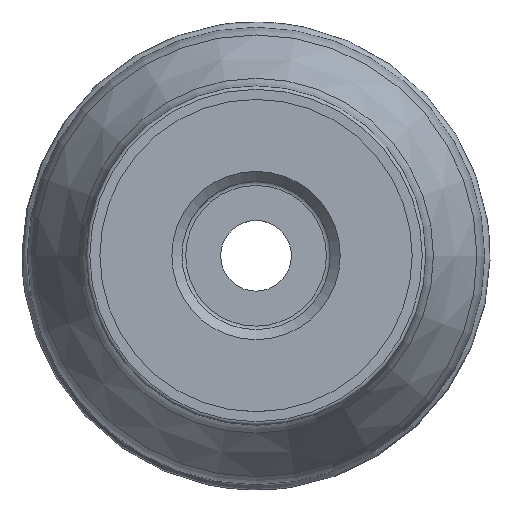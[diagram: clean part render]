
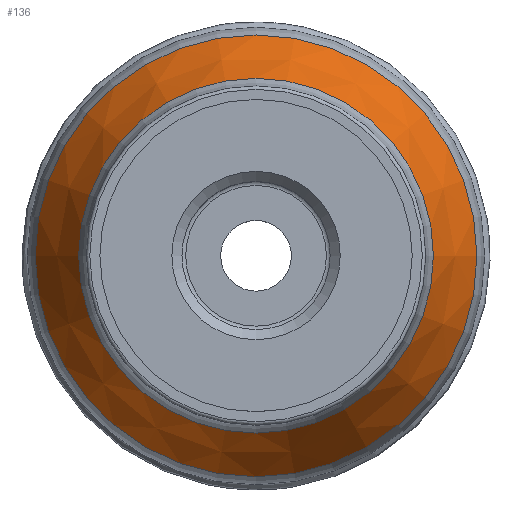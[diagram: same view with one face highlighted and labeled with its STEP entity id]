
A CAD part, top view. The second image highlights one B-rep face of the part: STEP entity #136.
In plain terms, the highlighted conical face has half-angle 27.853 degrees and reference radius 32.819 mm.
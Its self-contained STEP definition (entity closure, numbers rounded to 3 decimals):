
#123=CONICAL_SURFACE('',#542,32.819,27.853);
#136=ADVANCED_FACE('CLONE_TP_FACE',(#181,#182),#123,.T.);
#181=FACE_BOUND('',#234,.T.);
#182=FACE_BOUND('',#235,.T.);
#234=EDGE_LOOP('',(#286));
#235=EDGE_LOOP('',(#287));
#286=ORIENTED_EDGE('',*,*,#344,.F.);
#287=ORIENTED_EDGE('',*,*,#357,.T.);
#317=VERTEX_POINT('',#731);
#330=VERTEX_POINT('',#768);
#344=EDGE_CURVE('',#317,#317,#370,.T.);
#357=EDGE_CURVE('',#330,#330,#383,.T.);
#370=CIRCLE('',#517,32.819);
#383=CIRCLE('',#541,26.358);
#517=AXIS2_PLACEMENT_3D('',#730,#595,#596);
#541=AXIS2_PLACEMENT_3D('',#767,#643,#644);
#542=AXIS2_PLACEMENT_3D('',#769,#645,#646);
#595=DIRECTION('',(0.,0.,-1.));
#596=DIRECTION('',(-1.,0.,0.));
#643=DIRECTION('',(0.,0.,-1.));
#644=DIRECTION('',(-1.,0.,0.));
#645=DIRECTION('',(0.,0.,-1.));
#646=DIRECTION('',(-1.,0.,0.));
#730=CARTESIAN_POINT('',(0.,0.,-29.397));
#731=CARTESIAN_POINT('',(-32.819,0.,-29.397));
#767=CARTESIAN_POINT('',(0.,0.,-17.172));
#768=CARTESIAN_POINT('',(-26.358,0.,-17.172));
#769=CARTESIAN_POINT('',(0.,0.,-29.397));
